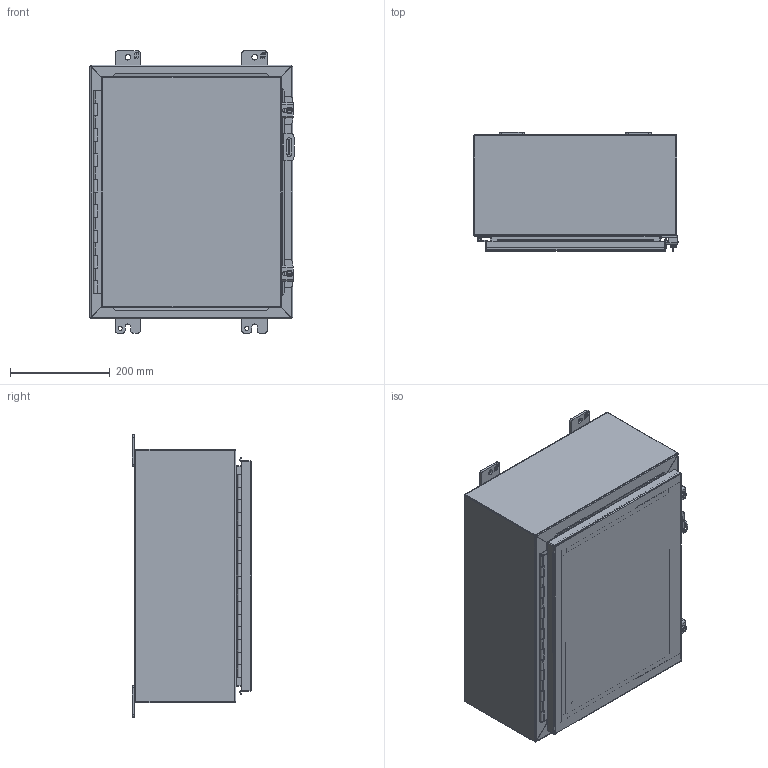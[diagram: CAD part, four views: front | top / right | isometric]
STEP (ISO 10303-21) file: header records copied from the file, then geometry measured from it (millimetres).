
FILE_DESCRIPTION (( 'STEP AP214' ), '1' );
FILE_NAME ('1418C8.STEP', '2019-10-19T15:39:59', ( '' ), ( '' ), 'SwSTEP 2.0', 'SolidWorks 2019', '' );
FILE_SCHEMA (( 'AUTOMOTIVE_DESIGN' ));
Length unit declared in the file: inch
Products named in the file (1): 1418C8
Bounding box: 409.57 x 239.7 x 565.15 mm (x, y, z)
Volume: 5062329.6 mm3; surface area: 2190503.7 mm2
Topology: 37 solids, 37 shells, 909 faces, 2303 edges, 1492 vertices
Faces by surface type: plane 642, cylinder 227, bspline 32, cone 4, sphere 4
Full cylindrical faces by diameter (mm): 3.175 x1, 4.318 x1, 5.41 x2, 6.198 x2, 6.35 x2, 6.731 x2, 7.137 x2, 7.805 x2, 7.937 x2, 7.938 x2, 8.382 x4, 9.525 x4, 9.906 x2, 11.112 x2, 11.113 x2, 11.303 x2, 12.7 x6, 16.51 x4, 25.4 x2
Entity records: 40153 total; most frequent: CARTESIAN_POINT 6707, ORIENTED_EDGE 4474, DIRECTION 4307, EDGE_CURVE 2237, VECTOR 1723, LINE 1723, VERTEX_POINT 1492, AXIS2_PLACEMENT_3D 1292
